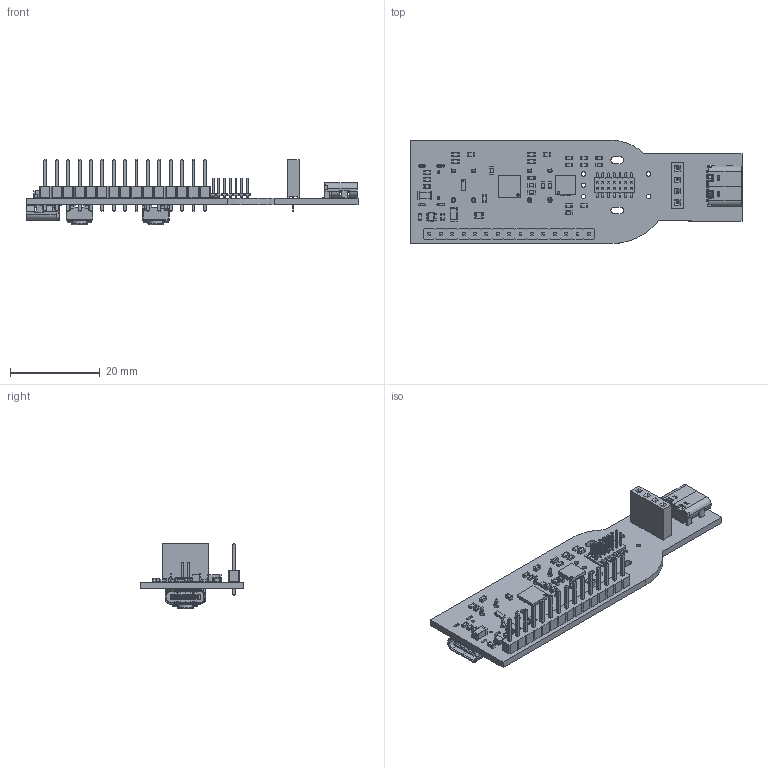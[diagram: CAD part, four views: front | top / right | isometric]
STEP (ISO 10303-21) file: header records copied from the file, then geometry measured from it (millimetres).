
FILE_DESCRIPTION(('KiCad electronic assembly'),'2;1');
FILE_NAME('synthmate_L432.step','2025-08-01T08:07:56',('Pcbnew'),( 'Kicad'),'Open CASCADE STEP processor 7.8','KiCad to STEP converter' ,'Unknown');
FILE_SCHEMA(('AUTOMOTIVE_DESIGN { 1 0 10303 214 1 1 1 1 }'));
Length unit declared in the file: millimetre
Products named in the file (16): synthmate_L432 1; USON-10_2.5x1.0mm_P0.5mm; Texas_S-PVQFN-N14; C_0603_1608Metric; R_0603_1608Metric; D_0603_1608Metric; PinHeader_1x15_P2.54mm_Vertical; SOT-353_SC-70-5; PinSocket_1x04_P2.54mm_Vertical; PinHeader_2x07_P1.27mm_Vertical_SMD; LED_0805_2012Metric; C_1206_3216Metric; USB_C_Receptacle_GCT_USB4105-xx-A_16P_TopMnt_Horizontal; QFN-32-1EP_5x5mm_P0.5mm_EP3.45x3.45mm; SW_TH_Tactile_Omron_B3F-10xx; synthmate_L432_PCB
Assembly tree (42 placements, depth 2):
  synthmate_L432 1
    USON-10_2.5x1.0mm_P0.5mm
    Texas_S-PVQFN-N14
    C_0603_1608Metric  x12
    R_0603_1608Metric  x14
    D_0603_1608Metric
    PinHeader_1x15_P2.54mm_Vertical
    SOT-353_SC-70-5
    PinSocket_1x04_P2.54mm_Vertical
    PinHeader_2x07_P1.27mm_Vertical_SMD
    LED_0805_2012Metric
    C_1206_3216Metric  x2
    USB_C_Receptacle_GCT_USB4105-xx-A_16P_TopMnt_Horizontal  x2
    QFN-32-1EP_5x5mm_P0.5mm_EP3.45x3.45mm
    SW_TH_Tactile_Omron_B3F-10xx  x2
    synthmate_L432_PCB
Bounding box: 74 x 23 x 14.52 mm (x, y, z)
Volume: 3326.8 mm3; surface area: 6640.5 mm2
Topology: 112 solids, 112 shells, 3780 faces, 9717 edges, 6249 vertices
Faces by surface type: plane 2945, cylinder 793, bspline 16, cone 16, torus 10
Full cylindrical faces by diameter (mm): 0.2 x1, 0.5 x6, 0.65 x4, 1 x32, 1.2 x8, 3.5 x2, 3.6 x2
Entity records: 86808 total; most frequent: CARTESIAN_POINT 12437, ORIENTED_EDGE 11950, DIRECTION 11366, EDGE_CURVE 5975, LINE 5172, VECTOR 5172, VERTEX_POINT 3828, AXIS2_PLACEMENT_3D 3097
